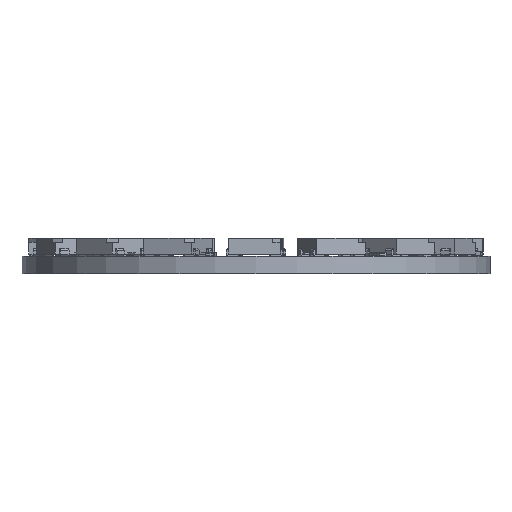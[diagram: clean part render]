
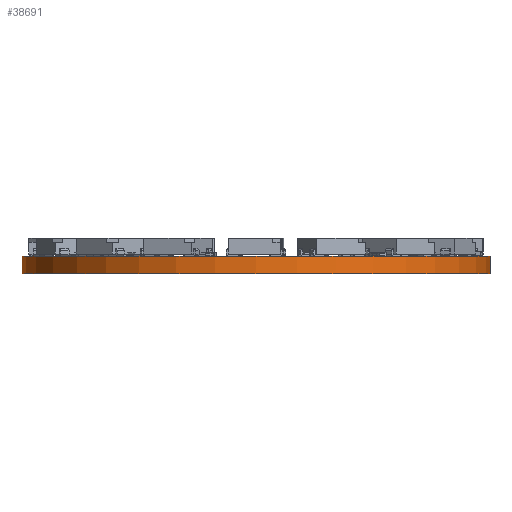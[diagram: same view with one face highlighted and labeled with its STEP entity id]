
A CAD part, front view. The second image highlights one B-rep face of the part: STEP entity #38691.
In plain terms, the highlighted cylindrical face has radius 22.1 mm (diameter 44.2 mm), a full revolution.
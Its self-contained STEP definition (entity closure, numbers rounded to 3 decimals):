
#307=CYLINDRICAL_SURFACE('',#39774,22.1);
#341=CIRCLE('',#38958,22.1);
#355=CIRCLE('',#39608,22.1);
#685=FACE_BOUND('',#5514,.T.);
#3396=FACE_OUTER_BOUND('',#5513,.T.);
#5513=EDGE_LOOP('',(#33330));
#5514=EDGE_LOOP('',(#33331));
#14825=VERTEX_POINT('',#48580);
#17337=VERTEX_POINT('',#64471);
#18710=EDGE_CURVE('',#14825,#14825,#341,.T.);
#22471=EDGE_CURVE('',#17337,#17337,#355,.T.);
#33330=ORIENTED_EDGE('',*,*,#22471,.F.);
#33331=ORIENTED_EDGE('',*,*,#18710,.F.);
#38691=ADVANCED_FACE('',(#3396,#685),#307,.T.);
#38958=AXIS2_PLACEMENT_3D('',#48581,#40668,#40669);
#39608=AXIS2_PLACEMENT_3D('',#64472,#44273,#44274);
#39774=AXIS2_PLACEMENT_3D('',#66346,#44964,#44965);
#40668=DIRECTION('center_axis',(0.,0.,-1.));
#40669=DIRECTION('ref_axis',(-1.,0.,0.));
#44273=DIRECTION('center_axis',(0.,0.,1.));
#44274=DIRECTION('ref_axis',(-1.,0.,0.));
#44964=DIRECTION('center_axis',(0.,0.,1.));
#44965=DIRECTION('ref_axis',(-1.,0.,0.));
#48580=CARTESIAN_POINT('',(22.1,0.,0.));
#48581=CARTESIAN_POINT('Origin',(0.,0.,0.));
#64471=CARTESIAN_POINT('',(22.1,0.,1.65));
#64472=CARTESIAN_POINT('Origin',(0.,0.,1.65));
#66346=CARTESIAN_POINT('Origin',(0.,0.,0.));
